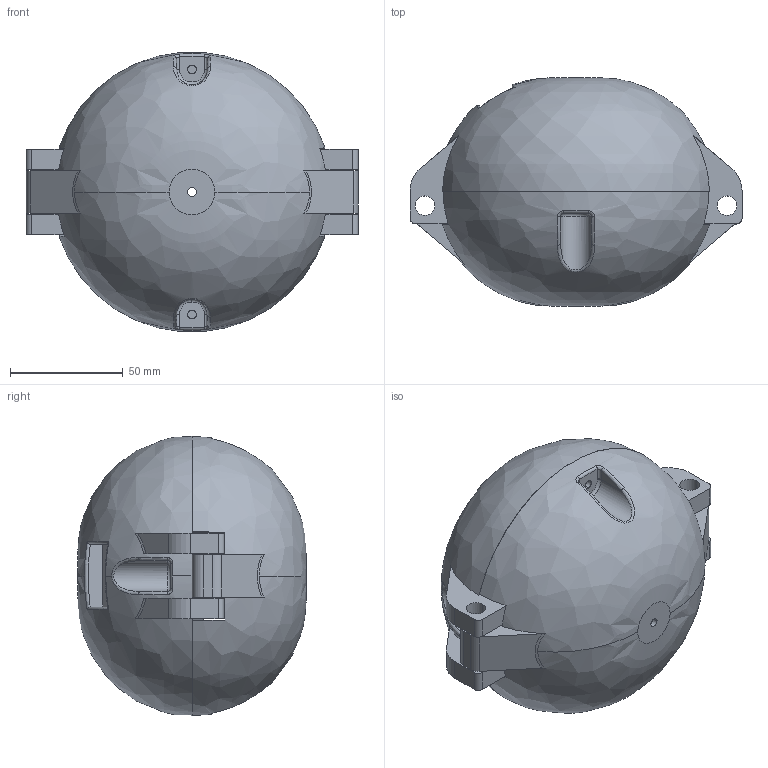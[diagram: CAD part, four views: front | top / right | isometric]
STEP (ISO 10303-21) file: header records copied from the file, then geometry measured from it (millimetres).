
FILE_DESCRIPTION (( 'STEP AP214' ), '1' );
FILE_NAME ('Final Payload Assembly.STEP', '2020-09-23T17:55:24', ( '' ), ( '' ), 'SwSTEP 2.0', 'SolidWorks 2019', '' );
FILE_SCHEMA (( 'AUTOMOTIVE_DESIGN' ));
Length unit declared in the file: inch
Products named in the file (3): BodyB_my edits; Final Payload Assembly; BodyA_my edits_more edits
Assembly tree (2 placements, depth 2):
  Final Payload Assembly
    BodyA_my edits_more edits
    BodyB_my edits
Bounding box: 147.54 x 101.6 x 124.03 mm (x, y, z)
Volume: 802825 mm3; surface area: 94221.5 mm2
Topology: 2 solids, 2 shells, 249 faces, 674 edges, 438 vertices
Faces by surface type: plane 111, cylinder 88, bspline 40, torus 10
Entity records: 11004 total; most frequent: CARTESIAN_POINT 4787, ORIENTED_EDGE 1348, DIRECTION 1194, EDGE_CURVE 674, VERTEX_POINT 438, AXIS2_PLACEMENT_3D 437, LINE 320, VECTOR 320
